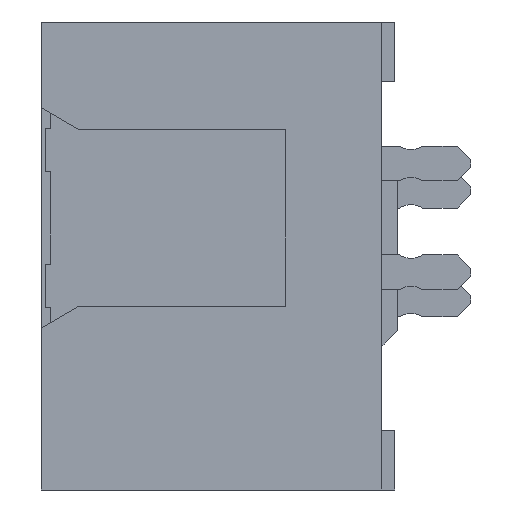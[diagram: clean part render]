
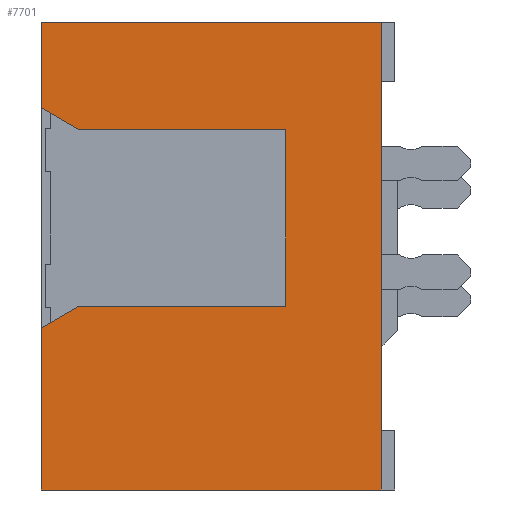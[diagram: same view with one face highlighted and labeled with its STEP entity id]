
A CAD part, left-side view. The second image highlights one B-rep face of the part: STEP entity #7701.
In plain terms, the highlighted planar face has unit normal (-1, 0, 0).
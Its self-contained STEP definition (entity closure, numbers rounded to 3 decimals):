
#275=ORIENTED_EDGE('',*,*,#2486,.T.);
#276=ORIENTED_EDGE('',*,*,#2489,.T.);
#277=ORIENTED_EDGE('',*,*,#2491,.T.);
#278=ORIENTED_EDGE('',*,*,#2482,.T.);
#279=ORIENTED_EDGE('',*,*,#2494,.T.);
#280=ORIENTED_EDGE('',*,*,#2495,.F.);
#281=ORIENTED_EDGE('',*,*,#2496,.T.);
#282=ORIENTED_EDGE('',*,*,#2337,.T.);
#283=ORIENTED_EDGE('',*,*,#2497,.F.);
#284=ORIENTED_EDGE('',*,*,#2498,.F.);
#2337=EDGE_CURVE('',#3460,#3459,#4207,.T.);
#2482=EDGE_CURVE('',#3590,#3592,#4352,.T.);
#2486=EDGE_CURVE('',#3594,#3596,#4356,.T.);
#2489=EDGE_CURVE('',#3596,#3598,#4359,.T.);
#2491=EDGE_CURVE('',#3598,#3590,#4361,.T.);
#2494=EDGE_CURVE('',#3592,#3600,#4364,.T.);
#2495=EDGE_CURVE('',#3601,#3600,#4365,.T.);
#2496=EDGE_CURVE('',#3601,#3460,#4366,.T.);
#2497=EDGE_CURVE('',#3602,#3459,#4367,.T.);
#2498=EDGE_CURVE('',#3594,#3602,#4368,.T.);
#3459=VERTEX_POINT('',#10548);
#3460=VERTEX_POINT('',#10550);
#3590=VERTEX_POINT('',#10835);
#3592=VERTEX_POINT('',#10839);
#3594=VERTEX_POINT('',#10844);
#3596=VERTEX_POINT('',#10848);
#3598=VERTEX_POINT('',#10854);
#3600=VERTEX_POINT('',#10863);
#3601=VERTEX_POINT('',#10867);
#3602=VERTEX_POINT('',#10870);
#4207=LINE('',#10549,#5313);
#4352=LINE('',#10840,#5458);
#4356=LINE('',#10849,#5462);
#4359=LINE('',#10855,#5465);
#4361=LINE('',#10858,#5467);
#4364=LINE('',#10864,#5470);
#4365=LINE('',#10866,#5471);
#4366=LINE('',#10868,#5472);
#4367=LINE('',#10869,#5473);
#4368=LINE('',#10871,#5474);
#5313=VECTOR('',#8561,1000.);
#5458=VECTOR('',#8732,1000.);
#5462=VECTOR('',#8738,1000.);
#5465=VECTOR('',#8743,1000.);
#5467=VECTOR('',#8747,1000.);
#5470=VECTOR('',#8752,1000.);
#5471=VECTOR('',#8755,1000.);
#5472=VECTOR('',#8756,1000.);
#5473=VECTOR('',#8757,1000.);
#5474=VECTOR('',#8758,1000.);
#6419=EDGE_LOOP('',(#275,#276,#277,#278,#279,#280,#281,#282,#283,#284));
#6873=FACE_BOUND('',#6419,.T.);
#7306=PLANE('',#8115);
#7701=ADVANCED_FACE('',(#6873),#7306,.F.);
#8115=AXIS2_PLACEMENT_3D('',#10865,#8753,#8754);
#8561=DIRECTION('',(0.,0.,1.));
#8732=DIRECTION('',(0.,1.,0.));
#8738=DIRECTION('',(0.,-0.865,-0.502));
#8743=DIRECTION('',(0.,-1.,0.));
#8747=DIRECTION('',(0.,0.,-1.));
#8752=DIRECTION('',(0.,0.865,-0.502));
#8753=DIRECTION('',(1.,0.,0.));
#8754=DIRECTION('',(0.,0.,-1.));
#8755=DIRECTION('',(0.,0.,1.));
#8756=DIRECTION('',(0.,-1.,0.));
#8757=DIRECTION('',(0.,-1.,0.));
#8758=DIRECTION('',(0.,0.,1.));
#10548=CARTESIAN_POINT('',(-13.65,0.25,4.3));
#10549=CARTESIAN_POINT('',(-13.65,0.25,-4.3));
#10550=CARTESIAN_POINT('',(-13.65,0.25,-4.3));
#10835=CARTESIAN_POINT('',(-13.65,2.,-0.925));
#10839=CARTESIAN_POINT('',(-13.65,5.81,-0.925));
#10840=CARTESIAN_POINT('',(-13.65,2.,-0.925));
#10844=CARTESIAN_POINT('',(-13.65,6.5,2.725));
#10848=CARTESIAN_POINT('',(-13.65,5.81,2.325));
#10849=CARTESIAN_POINT('',(-13.65,6.5,2.725));
#10854=CARTESIAN_POINT('',(-13.65,2.,2.325));
#10855=CARTESIAN_POINT('',(-13.65,5.81,2.325));
#10858=CARTESIAN_POINT('',(-13.65,2.,2.325));
#10863=CARTESIAN_POINT('',(-13.65,6.5,-1.325));
#10864=CARTESIAN_POINT('',(-13.65,5.81,-0.925));
#10865=CARTESIAN_POINT('',(-13.65,6.5,-4.3));
#10866=CARTESIAN_POINT('',(-13.65,6.5,-4.3));
#10867=CARTESIAN_POINT('',(-13.65,6.5,-4.3));
#10868=CARTESIAN_POINT('',(-13.65,6.5,-4.3));
#10869=CARTESIAN_POINT('',(-13.65,6.5,4.3));
#10870=CARTESIAN_POINT('',(-13.65,6.5,4.3));
#10871=CARTESIAN_POINT('',(-13.65,6.5,-4.3));
